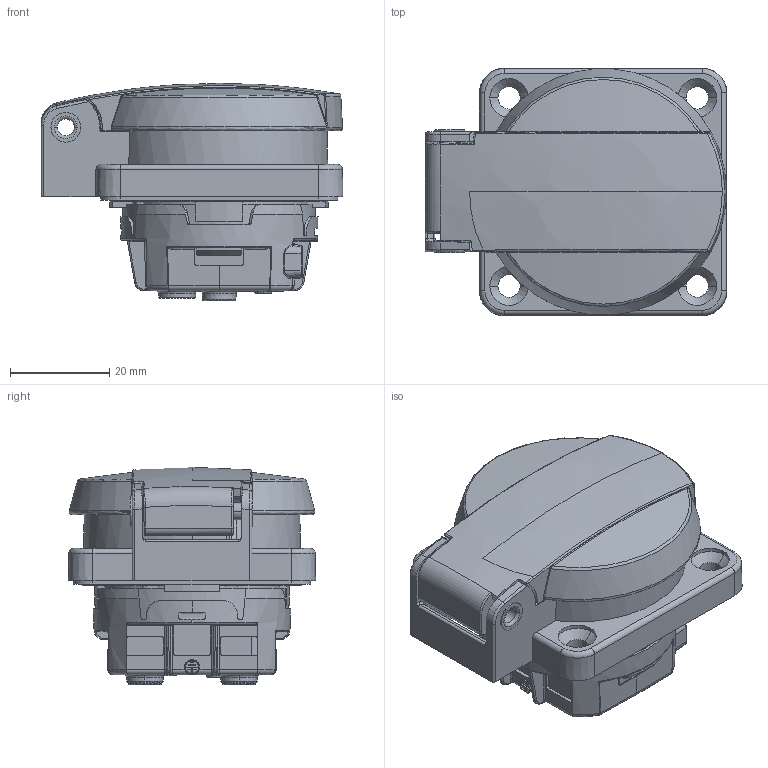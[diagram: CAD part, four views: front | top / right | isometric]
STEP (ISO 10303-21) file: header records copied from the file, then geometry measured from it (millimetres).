
FILE_DESCRIPTION((''),'2;1');
FILE_NAME('11011_SW0001','2018-03-01T',('gisse'),('MENNEKES'),'PRO/ENGINEER BY PARAMETRIC TECHNOLOGY CORPORATION, 2015440','PRO/ENGINEER BY PARAMETRIC TECHNOLOGY CORPORATION, 2015440','');
FILE_SCHEMA(('AUTOMOTIVE_DESIGN { 1 0 10303 214 1 1 1 1 }'));
Length unit declared in the file: millimetre
Products named in the file (1): 11011_SW0001
Bounding box: 61 x 50 x 43.9 mm (x, y, z)
Volume: 65592.7 mm3; surface area: 16030.9 mm2
Topology: 1 solids, 1 shells, 1226 faces, 3112 edges, 1916 vertices
Faces by surface type: plane 486, cylinder 284, bspline 204, cone 143, torus 84, sphere 24, extrusion 1
Entity records: 58930 total; most frequent: CARTESIAN_POINT 16548, ORIENTED_EDGE 6212, DIRECTION 5331, EDGE_CURVE 3106, FILL_AREA_STYLE_COLOUR 2328, FILL_AREA_STYLE 2328, SURFACE_STYLE_FILL_AREA 2328, SURFACE_SIDE_STYLE 2328
